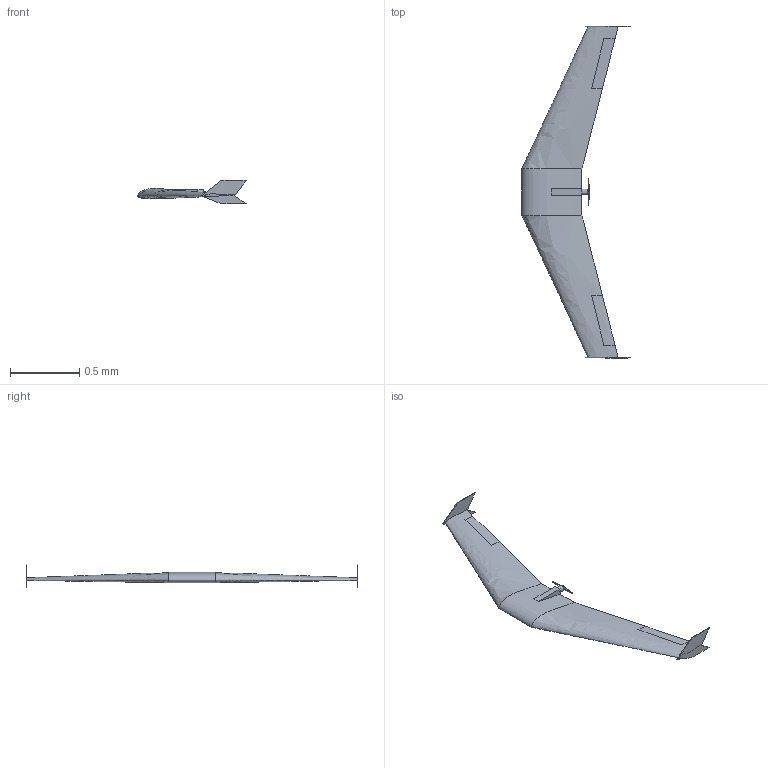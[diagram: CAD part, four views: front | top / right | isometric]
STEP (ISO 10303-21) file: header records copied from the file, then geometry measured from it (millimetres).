
FILE_DESCRIPTION(('Open CASCADE Model'),'2;1');
FILE_NAME('Open CASCADE Shape Model','2023-05-24T19:12:50',('Author'),( 'Open CASCADE'),'ParaPy 1.10.0 - Open CASCADE STEP processor 7.3', 'ParaPy 1.10.0 - Open CASCADE 7.3','Unknown');
FILE_SCHEMA(('AUTOMOTIVE_DESIGN { 1 0 10303 214 1 1 1 1 }'));
Length unit declared in the file: millimetre
Products named in the file (12): body; wing_left; wing_right; motor; motor_mount; propeller_joint; propeller_right; propeller_left; winglet_right; winglet_left; elevon_right; elevon_left
Bounding box: 0.78 x 2.4 x 0.17 mm (x, y, z)
Volume: 0 mm3; surface area: 2 mm2
Topology: 12 solids, 12 shells, 48 faces, 72 edges, 48 vertices
Faces by surface type: plane 30, bspline 10, cylinder 6, extrusion 2
Full cylindrical faces by diameter (mm): 0.019 x1, 0.042 x1
Entity records: 3983 total; most frequent: CARTESIAN_POINT 2388, DIRECTION 173, ORIENTED_EDGE 144, PCURVE 144, DEFINITIONAL_REPRESENTATION 144, B_SPLINE_CURVE_WITH_KNOTS 129, EDGE_CURVE 72, VECTOR 67
